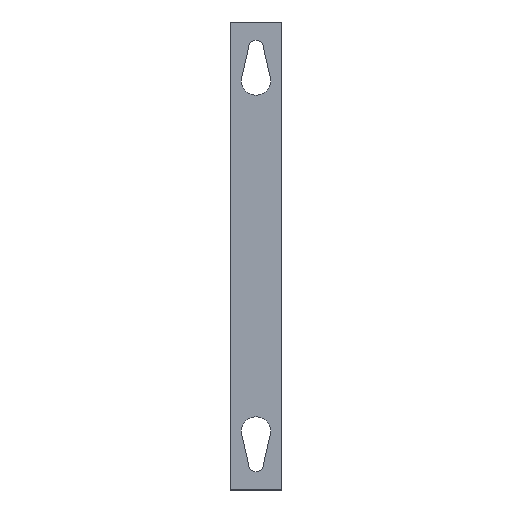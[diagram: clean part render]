
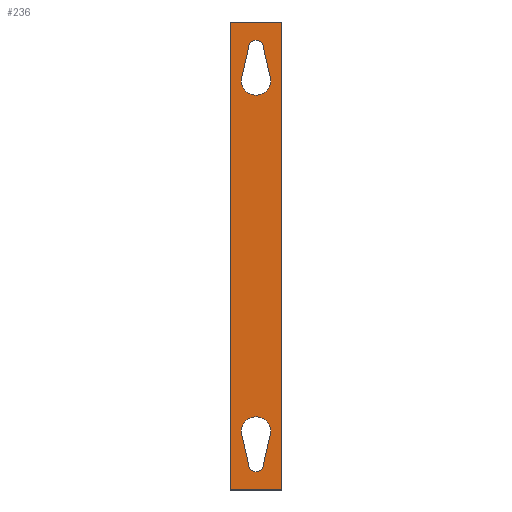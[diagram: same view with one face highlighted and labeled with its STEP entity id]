
A CAD part, top view. The second image highlights one B-rep face of the part: STEP entity #236.
In plain terms, the highlighted planar face has unit normal (0, 0, 1).
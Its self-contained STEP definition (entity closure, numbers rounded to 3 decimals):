
#160=AXIS2_PLACEMENT_3D('Plane Axis2P3D',#157,#158,#159) ;
#170=AXIS2_PLACEMENT_3D('Circle Axis2P3D',#168,#169,$) ;
#186=AXIS2_PLACEMENT_3D('Circle Axis2P3D',#184,#185,$) ;
#213=AXIS2_PLACEMENT_3D('Circle Axis2P3D',#211,#212,$) ;
#227=AXIS2_PLACEMENT_3D('Circle Axis2P3D',#225,#226,$) ;
#44=CARTESIAN_POINT('Vertex',(3.5,32.,0.25)) ;
#58=CARTESIAN_POINT('Vertex',(0.,32.,0.25)) ;
#61=CARTESIAN_POINT('Line Origine',(1.75,32.,0.25)) ;
#89=CARTESIAN_POINT('Vertex',(0.,0.,0.25)) ;
#92=CARTESIAN_POINT('Line Origine',(0.,16.,0.25)) ;
#120=CARTESIAN_POINT('Vertex',(3.5,0.,0.25)) ;
#123=CARTESIAN_POINT('Line Origine',(1.75,0.,0.25)) ;
#145=CARTESIAN_POINT('Line Origine',(3.5,16.,0.25)) ;
#157=CARTESIAN_POINT('Axis2P3D Location',(1.75,16.,0.25)) ;
#168=CARTESIAN_POINT('Axis2P3D Location',(1.75,1.75,0.25)) ;
#172=CARTESIAN_POINT('Vertex',(1.263,1.639,0.25)) ;
#174=CARTESIAN_POINT('Vertex',(2.237,1.639,0.25)) ;
#177=CARTESIAN_POINT('Line Origine',(1.019,2.708,0.25)) ;
#181=CARTESIAN_POINT('Vertex',(0.775,3.778,0.25)) ;
#184=CARTESIAN_POINT('Axis2P3D Location',(1.75,4.,0.25)) ;
#188=CARTESIAN_POINT('Vertex',(2.725,3.778,0.25)) ;
#191=CARTESIAN_POINT('Line Origine',(2.481,2.708,0.25)) ;
#202=CARTESIAN_POINT('Line Origine',(1.019,29.292,0.25)) ;
#206=CARTESIAN_POINT('Vertex',(1.263,30.361,0.25)) ;
#208=CARTESIAN_POINT('Vertex',(0.775,28.222,0.25)) ;
#211=CARTESIAN_POINT('Axis2P3D Location',(1.75,30.25,0.25)) ;
#215=CARTESIAN_POINT('Vertex',(2.237,30.361,0.25)) ;
#218=CARTESIAN_POINT('Line Origine',(2.481,29.292,0.25)) ;
#222=CARTESIAN_POINT('Vertex',(2.725,28.222,0.25)) ;
#225=CARTESIAN_POINT('Axis2P3D Location',(1.75,28.,0.25)) ;
#62=DIRECTION('Vector Direction',(-1.,0.,0.)) ;
#93=DIRECTION('Vector Direction',(0.,1.,0.)) ;
#124=DIRECTION('Vector Direction',(1.,0.,0.)) ;
#146=DIRECTION('Vector Direction',(0.,-1.,0.)) ;
#158=DIRECTION('Axis2P3D Direction',(0.,0.,1.)) ;
#159=DIRECTION('Axis2P3D XDirection',(0.,-1.,0.)) ;
#169=DIRECTION('Axis2P3D Direction',(0.,0.,1.)) ;
#178=DIRECTION('Vector Direction',(0.222,-0.975,0.)) ;
#185=DIRECTION('Axis2P3D Direction',(0.,0.,1.)) ;
#192=DIRECTION('Vector Direction',(0.222,0.975,0.)) ;
#203=DIRECTION('Vector Direction',(-0.222,-0.975,0.)) ;
#212=DIRECTION('Axis2P3D Direction',(0.,0.,1.)) ;
#219=DIRECTION('Vector Direction',(-0.222,0.975,0.)) ;
#226=DIRECTION('Axis2P3D Direction',(0.,0.,1.)) ;
#63=VECTOR('Line Direction',#62,1.) ;
#94=VECTOR('Line Direction',#93,1.) ;
#125=VECTOR('Line Direction',#124,1.) ;
#147=VECTOR('Line Direction',#146,1.) ;
#179=VECTOR('Line Direction',#178,1.) ;
#193=VECTOR('Line Direction',#192,1.) ;
#204=VECTOR('Line Direction',#203,1.) ;
#220=VECTOR('Line Direction',#219,1.) ;
#163=ORIENTED_EDGE('',*,*,#65,.T.) ;
#164=ORIENTED_EDGE('',*,*,#96,.T.) ;
#165=ORIENTED_EDGE('',*,*,#127,.T.) ;
#166=ORIENTED_EDGE('',*,*,#149,.T.) ;
#197=ORIENTED_EDGE('',*,*,#176,.F.) ;
#198=ORIENTED_EDGE('',*,*,#183,.F.) ;
#199=ORIENTED_EDGE('',*,*,#190,.F.) ;
#200=ORIENTED_EDGE('',*,*,#195,.F.) ;
#231=ORIENTED_EDGE('',*,*,#210,.F.) ;
#232=ORIENTED_EDGE('',*,*,#217,.F.) ;
#233=ORIENTED_EDGE('',*,*,#224,.F.) ;
#234=ORIENTED_EDGE('',*,*,#229,.F.) ;
#201=FACE_BOUND('',#196,.T.) ;
#235=FACE_BOUND('',#230,.T.) ;
#236=ADVANCED_FACE('S3D gedreht',(#167,#201,#235),#161,.T.) ;
#171=CIRCLE('generated circle',#170,0.5) ;
#187=CIRCLE('generated circle',#186,1.) ;
#214=CIRCLE('generated circle',#213,0.5) ;
#228=CIRCLE('generated circle',#227,1.) ;
#65=EDGE_CURVE('',#45,#59,#64,.T.) ;
#96=EDGE_CURVE('',#59,#90,#95,.F.) ;
#127=EDGE_CURVE('',#90,#121,#126,.T.) ;
#149=EDGE_CURVE('',#121,#45,#148,.F.) ;
#176=EDGE_CURVE('',#173,#175,#171,.T.) ;
#183=EDGE_CURVE('',#182,#173,#180,.T.) ;
#190=EDGE_CURVE('',#189,#182,#187,.T.) ;
#195=EDGE_CURVE('',#175,#189,#194,.T.) ;
#210=EDGE_CURVE('',#207,#209,#205,.T.) ;
#217=EDGE_CURVE('',#216,#207,#214,.T.) ;
#224=EDGE_CURVE('',#223,#216,#221,.T.) ;
#229=EDGE_CURVE('',#209,#223,#228,.T.) ;
#162=EDGE_LOOP('',(#163,#164,#165,#166)) ;
#196=EDGE_LOOP('',(#197,#198,#199,#200)) ;
#230=EDGE_LOOP('',(#231,#232,#233,#234)) ;
#167=FACE_OUTER_BOUND('',#162,.T.) ;
#64=LINE('Line',#61,#63) ;
#95=LINE('Line',#92,#94) ;
#126=LINE('Line',#123,#125) ;
#148=LINE('Line',#145,#147) ;
#180=LINE('Line',#177,#179) ;
#194=LINE('Line',#191,#193) ;
#205=LINE('Line',#202,#204) ;
#221=LINE('Line',#218,#220) ;
#161=PLANE('',#160) ;
#45=VERTEX_POINT('',#44) ;
#59=VERTEX_POINT('',#58) ;
#90=VERTEX_POINT('',#89) ;
#121=VERTEX_POINT('',#120) ;
#173=VERTEX_POINT('',#172) ;
#175=VERTEX_POINT('',#174) ;
#182=VERTEX_POINT('',#181) ;
#189=VERTEX_POINT('',#188) ;
#207=VERTEX_POINT('',#206) ;
#209=VERTEX_POINT('',#208) ;
#216=VERTEX_POINT('',#215) ;
#223=VERTEX_POINT('',#222) ;
